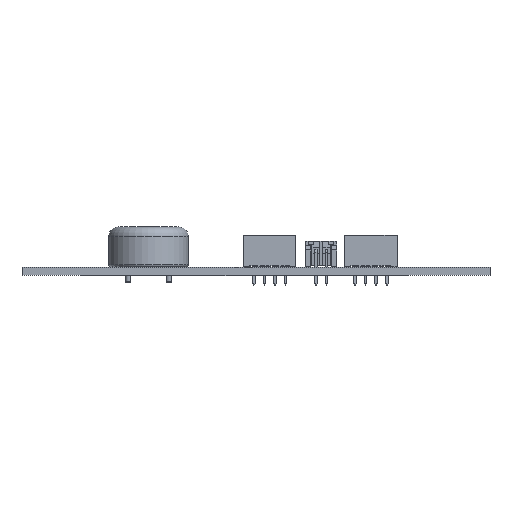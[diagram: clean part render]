
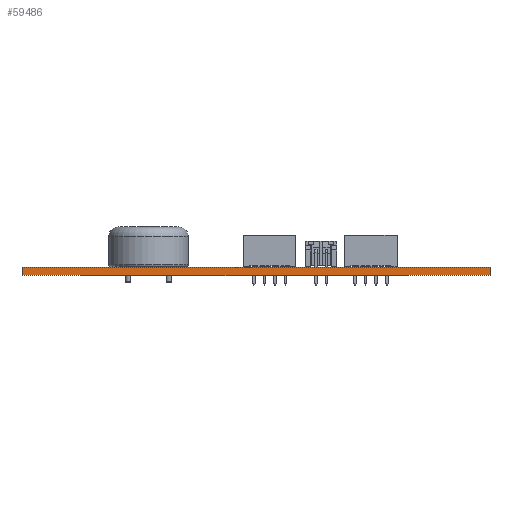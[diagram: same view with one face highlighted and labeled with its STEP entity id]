
A CAD part, front view. The second image highlights one B-rep face of the part: STEP entity #59486.
In plain terms, the highlighted planar face has unit normal (0, -1, 0).
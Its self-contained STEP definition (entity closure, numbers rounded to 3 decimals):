
#59486 = ADVANCED_FACE('',(#59487),#59521,.T.);
#59487 = FACE_BOUND('',#59488,.T.);
#59488 = EDGE_LOOP('',(#59489,#59499,#59507,#59515));
#59489 = ORIENTED_EDGE('',*,*,#59490,.T.);
#59490 = EDGE_CURVE('',#59491,#59493,#59495,.T.);
#59491 = VERTEX_POINT('',#59492);
#59492 = CARTESIAN_POINT('',(154.781,-123.825,0.));
#59493 = VERTEX_POINT('',#59494);
#59494 = CARTESIAN_POINT('',(154.781,-123.825,1.51));
#59495 = LINE('',#59496,#59497);
#59496 = CARTESIAN_POINT('',(154.781,-123.825,0.));
#59497 = VECTOR('',#59498,1.);
#59498 = DIRECTION('',(0.,0.,1.));
#59499 = ORIENTED_EDGE('',*,*,#59500,.T.);
#59500 = EDGE_CURVE('',#59493,#59501,#59503,.T.);
#59501 = VERTEX_POINT('',#59502);
#59502 = CARTESIAN_POINT('',(66.675,-123.825,1.51));
#59503 = LINE('',#59504,#59505);
#59504 = CARTESIAN_POINT('',(154.781,-123.825,1.51));
#59505 = VECTOR('',#59506,1.);
#59506 = DIRECTION('',(-1.,0.,0.));
#59507 = ORIENTED_EDGE('',*,*,#59508,.F.);
#59508 = EDGE_CURVE('',#59509,#59501,#59511,.T.);
#59509 = VERTEX_POINT('',#59510);
#59510 = CARTESIAN_POINT('',(66.675,-123.825,0.));
#59511 = LINE('',#59512,#59513);
#59512 = CARTESIAN_POINT('',(66.675,-123.825,0.));
#59513 = VECTOR('',#59514,1.);
#59514 = DIRECTION('',(0.,0.,1.));
#59515 = ORIENTED_EDGE('',*,*,#59516,.F.);
#59516 = EDGE_CURVE('',#59491,#59509,#59517,.T.);
#59517 = LINE('',#59518,#59519);
#59518 = CARTESIAN_POINT('',(154.781,-123.825,0.));
#59519 = VECTOR('',#59520,1.);
#59520 = DIRECTION('',(-1.,0.,0.));
#59521 = PLANE('',#59522);
#59522 = AXIS2_PLACEMENT_3D('',#59523,#59524,#59525);
#59523 = CARTESIAN_POINT('',(154.781,-123.825,0.));
#59524 = DIRECTION('',(0.,-1.,0.));
#59525 = DIRECTION('',(-1.,0.,0.));
